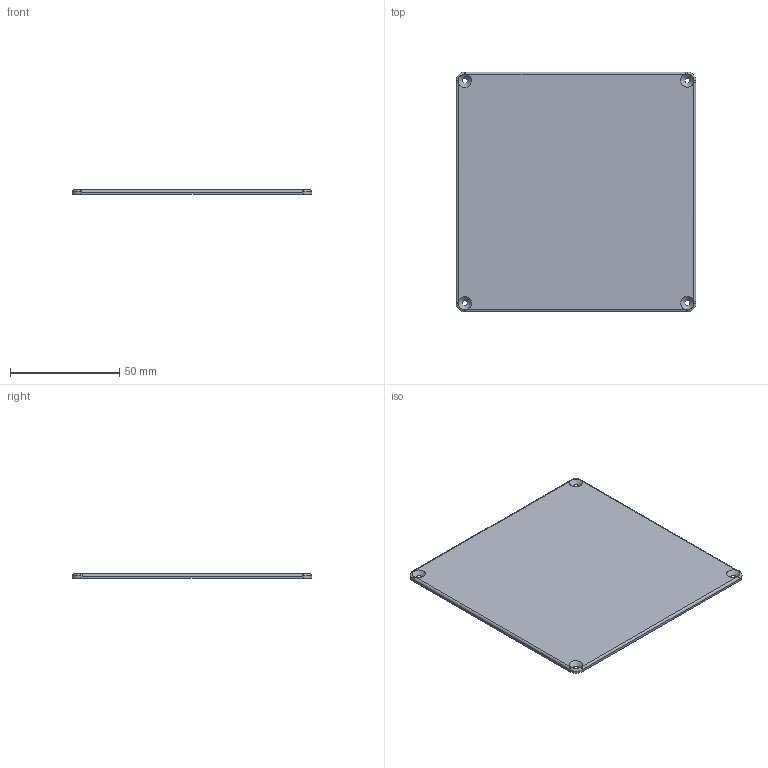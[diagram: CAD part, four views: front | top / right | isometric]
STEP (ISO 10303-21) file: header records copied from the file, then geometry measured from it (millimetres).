
FILE_DESCRIPTION(('FreeCAD Model'),'2;1');
FILE_NAME('Open CASCADE Shape Model','2023-07-30T20:06:28',('Author'),( ''),'Open CASCADE STEP processor 7.5','FreeCAD','Unknown');
FILE_SCHEMA(('AUTOMOTIVE_DESIGN { 1 0 10303 214 1 1 1 1 }'));
Length unit declared in the file: millimetre
Products named in the file (1): bottom_plate
Bounding box: 110 x 110 x 2 mm (x, y, z)
Volume: 23965.6 mm3; surface area: 24861.8 mm2
Topology: 1 solids, 1 shells, 40 faces, 104 edges, 62 vertices
Faces by surface type: cylinder 16, bspline 14, plane 6, cone 4
Entity records: 1578 total; most frequent: CARTESIAN_POINT 721, ORIENTED_EDGE 208, DIRECTION 148, EDGE_CURVE 104, VERTEX_POINT 62, AXIS2_PLACEMENT_3D 58, FACE_BOUND 44, EDGE_LOOP 44
